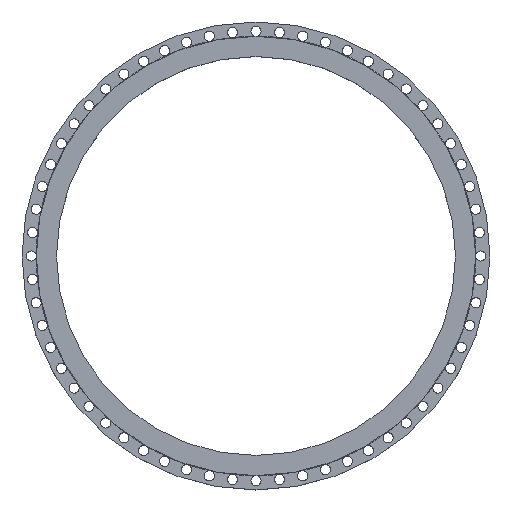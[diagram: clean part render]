
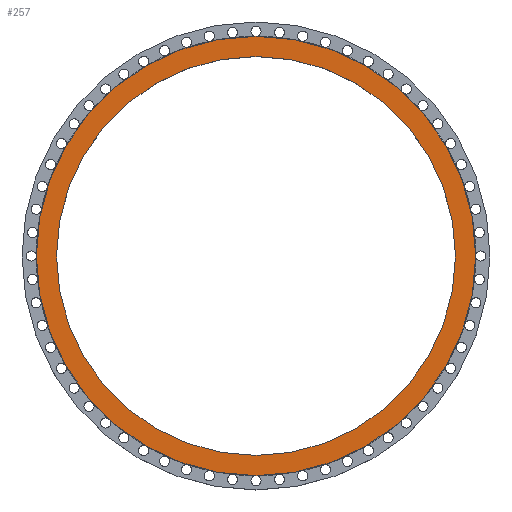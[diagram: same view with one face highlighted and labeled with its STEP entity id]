
A CAD part, top view. The second image highlights one B-rep face of the part: STEP entity #257.
In plain terms, the highlighted planar face has unit normal (0, 0, 1).
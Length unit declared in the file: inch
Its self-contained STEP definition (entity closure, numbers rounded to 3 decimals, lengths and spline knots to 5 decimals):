
#85 = VERTEX_POINT ( 'NONE', #2517 ) ;
#135 = DIRECTION ( 'NONE',  ( 1., 0., 0. ) ) ;
#257 = ADVANCED_FACE ( 'NONE', ( #4001, #1293 ), #3970, .F. ) ;
#396 = CIRCLE ( 'NONE', #2782, 32.625 ) ;
#403 = CARTESIAN_POINT ( 'NONE',  ( 0., 0., 0. ) ) ;
#516 = AXIS2_PLACEMENT_3D ( 'NONE', #1359, #913, #4096 ) ;
#800 = VERTEX_POINT ( 'NONE', #1077 ) ;
#819 = CARTESIAN_POINT ( 'NONE',  ( -32.625, 0., 0. ) ) ;
#851 = ORIENTED_EDGE ( 'NONE', *, *, #3304, .F. ) ;
#913 = DIRECTION ( 'NONE',  ( 0., 0., 1. ) ) ;
#1068 = CARTESIAN_POINT ( 'NONE',  ( 0., 0., 0. ) ) ;
#1077 = CARTESIAN_POINT ( 'NONE',  ( 32.625, 0., 0. ) ) ;
#1122 = AXIS2_PLACEMENT_3D ( 'NONE', #2801, #3273, #5492 ) ;
#1171 = ORIENTED_EDGE ( 'NONE', *, *, #5766, .T. ) ;
#1293 = FACE_OUTER_BOUND ( 'NONE', #1652, .T. ) ;
#1359 = CARTESIAN_POINT ( 'NONE',  ( 0., 0., 0. ) ) ;
#1552 = EDGE_CURVE ( 'NONE', #1958, #800, #396, .T. ) ;
#1652 = EDGE_LOOP ( 'NONE', ( #1171, #2693 ) ) ;
#1958 = VERTEX_POINT ( 'NONE', #819 ) ;
#2111 = AXIS2_PLACEMENT_3D ( 'NONE', #4512, #5805, #3551 ) ;
#2137 = CIRCLE ( 'NONE', #516, 29.625 ) ;
#2517 = CARTESIAN_POINT ( 'NONE',  ( 29.625, 0., 0. ) ) ;
#2667 = DIRECTION ( 'NONE',  ( 0., 0., 1. ) ) ;
#2693 = ORIENTED_EDGE ( 'NONE', *, *, #1552, .T. ) ;
#2731 = CIRCLE ( 'NONE', #1122, 29.625 ) ;
#2742 = CARTESIAN_POINT ( 'NONE',  ( -29.625, 0., 0. ) ) ;
#2782 = AXIS2_PLACEMENT_3D ( 'NONE', #403, #2667, #4077 ) ;
#2801 = CARTESIAN_POINT ( 'NONE',  ( 0., 0., 0. ) ) ;
#2805 = EDGE_LOOP ( 'NONE', ( #851, #5142 ) ) ;
#3214 = AXIS2_PLACEMENT_3D ( 'NONE', #1068, #4708, #135 ) ;
#3273 = DIRECTION ( 'NONE',  ( 0., 0., 1. ) ) ;
#3304 = EDGE_CURVE ( 'NONE', #85, #3697, #2137, .T. ) ;
#3551 = DIRECTION ( 'NONE',  ( -1., 0., 0. ) ) ;
#3598 = CIRCLE ( 'NONE', #3214, 32.625 ) ;
#3697 = VERTEX_POINT ( 'NONE', #2742 ) ;
#3970 = PLANE ( 'NONE',  #2111 ) ;
#4001 = FACE_BOUND ( 'NONE', #2805, .T. ) ;
#4077 = DIRECTION ( 'NONE',  ( 1., 0., 0. ) ) ;
#4096 = DIRECTION ( 'NONE',  ( 1., 0., 0. ) ) ;
#4512 = CARTESIAN_POINT ( 'NONE',  ( 0., 29.625, 0. ) ) ;
#4708 = DIRECTION ( 'NONE',  ( 0., 0., 1. ) ) ;
#5142 = ORIENTED_EDGE ( 'NONE', *, *, #5689, .F. ) ;
#5492 = DIRECTION ( 'NONE',  ( 1., 0., 0. ) ) ;
#5689 = EDGE_CURVE ( 'NONE', #3697, #85, #2731, .T. ) ;
#5766 = EDGE_CURVE ( 'NONE', #800, #1958, #3598, .T. ) ;
#5805 = DIRECTION ( 'NONE',  ( 0., 0., -1. ) ) ;
